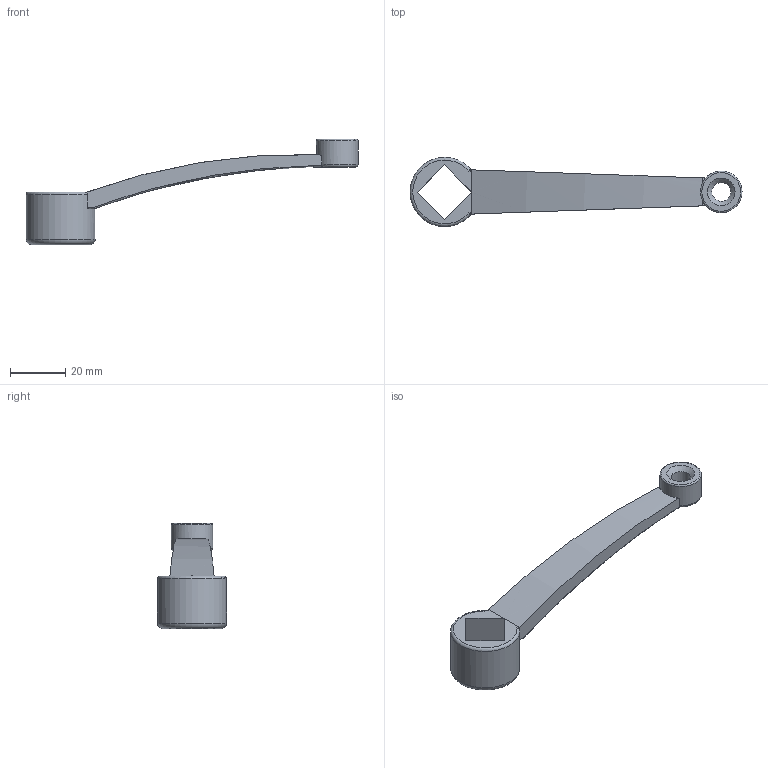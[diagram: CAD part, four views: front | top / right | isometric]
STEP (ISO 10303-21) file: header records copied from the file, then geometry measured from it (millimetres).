
FILE_DESCRIPTION(/* description */ (''),/* implementation_level */ '2;1');
FILE_NAME(/* name */ 'CHS_100_14_N.dxf',/* time_stamp */ '2012-11-23T15:16:58+08:00',/* author */ (''),/* organization */ (''),/* preprocessor_version */ 'ST-DEVELOPER v9',/* originating_system */ 'UGS - NX 4.0',/* authorisation */ '');
FILE_SCHEMA (('CONFIG_CONTROL_DESIGN'));
Length unit declared in the file: millimetre
Products named in the file (1): AdmiA76Dxivw
Bounding box: 119.91 x 25 x 38 mm (x, y, z)
Volume: 13130 mm3; surface area: 6917.8 mm2
Topology: 1 solids, 1 shells, 41 faces, 113 edges, 73 vertices
Faces by surface type: plane 18, cylinder 15, torus 4, cone 2, bspline 2
Full cylindrical faces by diameter (mm): 6.8 x1, 15 x1, 25 x1
Entity records: 1597 total; most frequent: CARTESIAN_POINT 533, ORIENTED_EDGE 210, DIRECTION 184, EDGE_CURVE 105, VERTEX_POINT 72, AXIS2_PLACEMENT_3D 68, EDGE_LOOP 51, LINE 48
